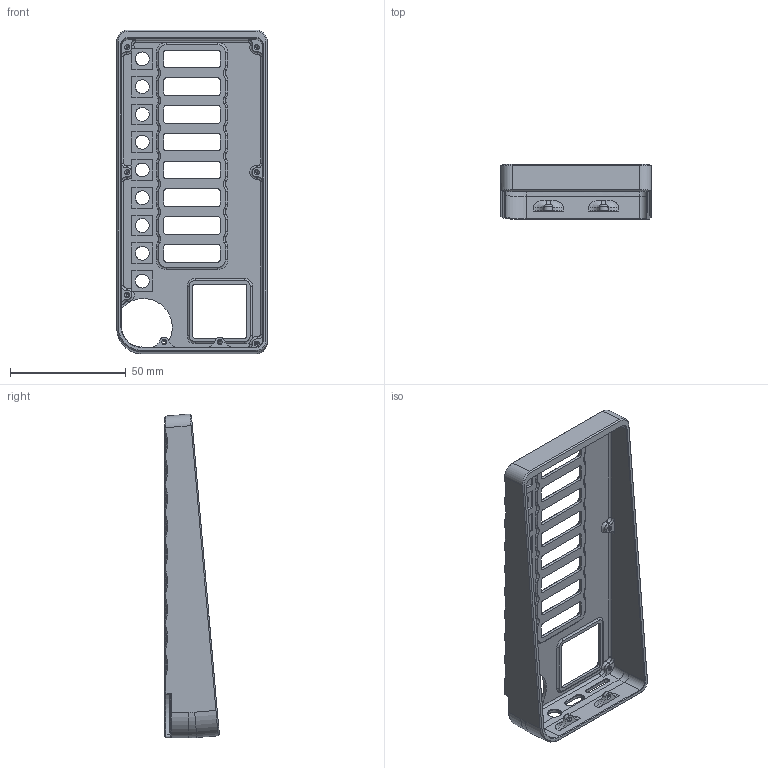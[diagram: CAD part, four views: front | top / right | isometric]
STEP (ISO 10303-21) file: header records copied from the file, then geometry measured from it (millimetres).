
FILE_DESCRIPTION((''),'2;1');
FILE_NAME('CASE-TOP','2023-04-09T19:30:47',('DylanThrush'),('AGILITY ROBOTICS'),'CREO PARAMETRIC BY PTC INC, 2022284','CREO PARAMETRIC BY PTC INC, 2022284','');
FILE_SCHEMA(('AUTOMOTIVE_DESIGN { 1 0 10303 214 1 1 1 1 }'));
Length unit declared in the file: millimetre
Products named in the file (1): CASE-TOP
Bounding box: 65 x 23.61 x 139.96 mm (x, y, z)
Volume: 24805.4 mm3; surface area: 27059.9 mm2
Topology: 1 solids, 1 shells, 641 faces, 1630 edges, 982 vertices
Faces by surface type: cylinder 221, plane 166, torus 89, cone 87, bspline 69, sphere 9
Entity records: 27434 total; most frequent: CARTESIAN_POINT 6789, DIRECTION 3460, ORIENTED_EDGE 3236, PRESENTATION_STYLE_ASSIGNMENT 1619, STYLED_ITEM 1619, CURVE_STYLE 1618, EDGE_CURVE 1618, AXIS2_PLACEMENT_3D 1351
